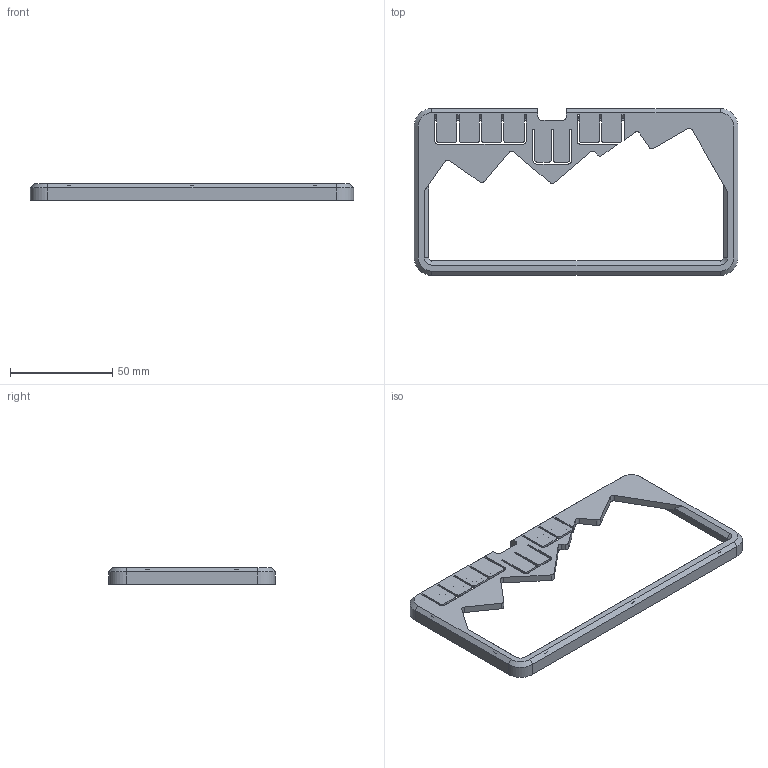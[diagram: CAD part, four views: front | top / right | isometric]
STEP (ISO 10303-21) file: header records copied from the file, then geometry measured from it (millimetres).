
FILE_DESCRIPTION(/* description */ (''),/* implementation_level */ '2;1');
FILE_NAME(/* name */ 'Top housing RP2040_Zero.step',/* time_stamp */ '2025-09-28T12:40:04+02:00',/* author */ (''),/* organization */ (''),/* preprocessor_version */ 'ST-DEVELOPER v20.1',/* originating_system */ 'Autodesk Translation Framework v14.17.0.0',/* authorisation */ '');
FILE_SCHEMA (('AUTOMOTIVE_DESIGN { 1 0 10303 214 3 1 1 }'));
Length unit declared in the file: millimetre
Products named in the file (1): Top housing RP2040_Zero
Bounding box: 158.3 x 81.5 x 8 mm (x, y, z)
Volume: 22366.1 mm3; surface area: 18854.2 mm2
Topology: 1 solids, 1 shells, 209 faces, 572 edges, 376 vertices
Faces by surface type: plane 147, cylinder 56, cone 6
Full cylindrical faces by diameter (mm): 3.4 x10
Entity records: 6642 total; most frequent: CARTESIAN_POINT 1158, ORIENTED_EDGE 1144, DIRECTION 1116, EDGE_CURVE 572, LINE 448, VECTOR 448, VERTEX_POINT 376, AXIS2_PLACEMENT_3D 334
